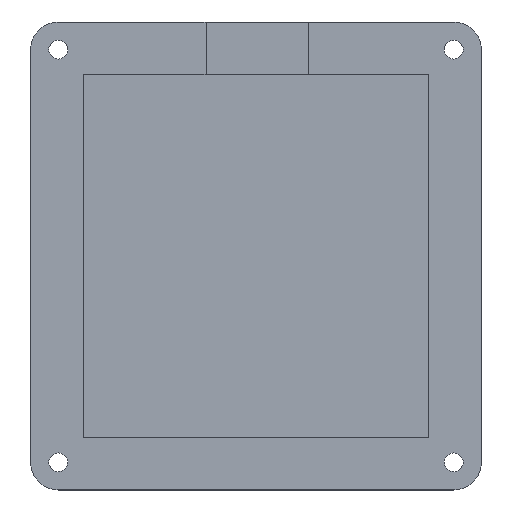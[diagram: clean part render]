
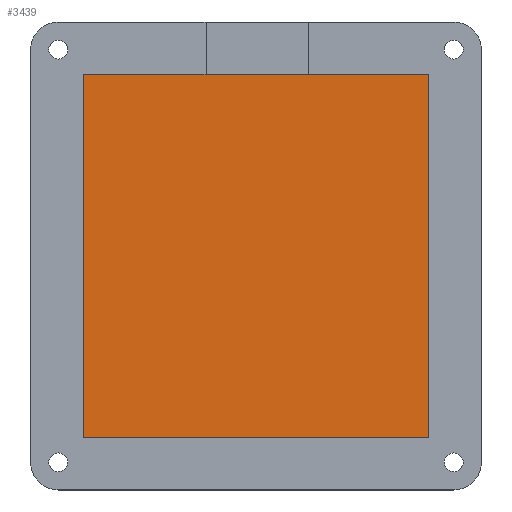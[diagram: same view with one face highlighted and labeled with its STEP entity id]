
A CAD part, top view. The second image highlights one B-rep face of the part: STEP entity #3439.
In plain terms, the highlighted planar face has unit normal (0, 0, 1).
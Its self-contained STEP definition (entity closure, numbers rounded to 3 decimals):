
#143=PLANE('',#3557);
#320=FACE_OUTER_BOUND('',#523,.T.);
#523=EDGE_LOOP('',(#3107,#3108,#3109,#3110));
#816=LINE('',#6746,#1103);
#818=LINE('',#6750,#1105);
#819=LINE('',#6752,#1106);
#820=LINE('',#6753,#1107);
#1103=VECTOR('',#4031,10.);
#1105=VECTOR('',#4035,10.);
#1106=VECTOR('',#4036,10.);
#1107=VECTOR('',#4037,10.);
#1640=VERTEX_POINT('',#6743);
#1641=VERTEX_POINT('',#6745);
#1642=VERTEX_POINT('',#6749);
#1643=VERTEX_POINT('',#6751);
#2136=EDGE_CURVE('',#1640,#1641,#816,.T.);
#2138=EDGE_CURVE('',#1642,#1640,#818,.T.);
#2139=EDGE_CURVE('',#1643,#1642,#819,.T.);
#2140=EDGE_CURVE('',#1641,#1643,#820,.T.);
#3107=ORIENTED_EDGE('',*,*,#2138,.F.);
#3108=ORIENTED_EDGE('',*,*,#2139,.F.);
#3109=ORIENTED_EDGE('',*,*,#2140,.F.);
#3110=ORIENTED_EDGE('',*,*,#2136,.F.);
#3439=ADVANCED_FACE('',(#320),#143,.T.);
#3557=AXIS2_PLACEMENT_3D('',#6748,#4033,#4034);
#4031=DIRECTION('',(1.,0.,0.));
#4033=DIRECTION('center_axis',(0.,0.,1.));
#4034=DIRECTION('ref_axis',(1.,0.,0.));
#4035=DIRECTION('',(0.,1.,0.));
#4036=DIRECTION('',(-1.,0.,0.));
#4037=DIRECTION('',(0.,-1.,0.));
#6743=CARTESIAN_POINT('',(11.979,84.353,3.));
#6745=CARTESIAN_POINT('',(74.579,84.353,3.));
#6746=CARTESIAN_POINT('',(27.629,84.353,3.));
#6748=CARTESIAN_POINT('Origin',(43.279,51.503,3.));
#6749=CARTESIAN_POINT('',(11.979,18.653,3.));
#6750=CARTESIAN_POINT('',(11.979,35.078,3.));
#6751=CARTESIAN_POINT('',(74.579,18.653,3.));
#6752=CARTESIAN_POINT('',(58.929,18.653,3.));
#6753=CARTESIAN_POINT('',(74.579,67.928,3.));
